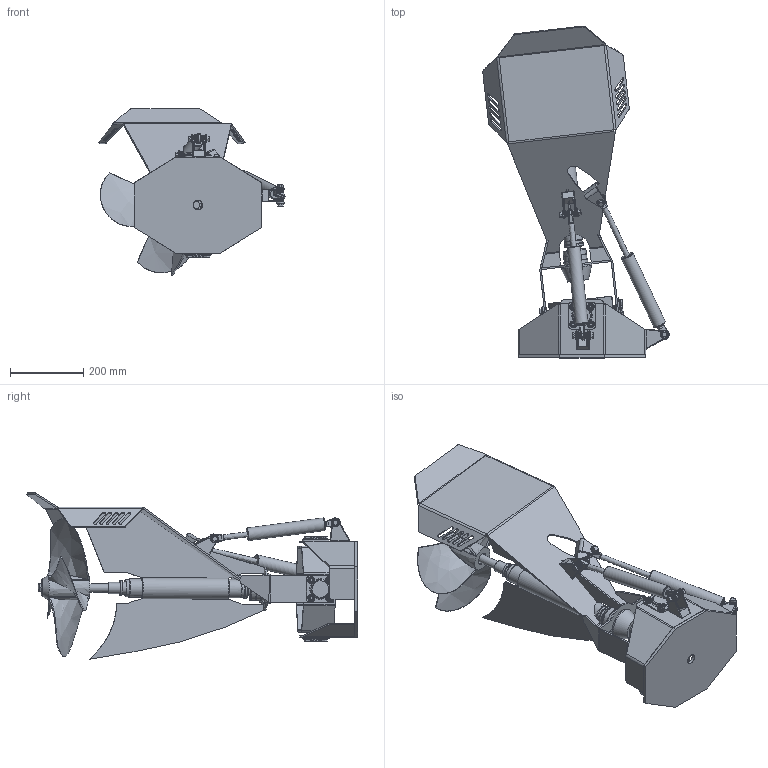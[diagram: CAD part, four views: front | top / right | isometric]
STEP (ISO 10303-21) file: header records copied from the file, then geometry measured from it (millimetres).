
FILE_DESCRIPTION(('FreeCAD Model'),'2;1');
FILE_NAME('Open CASCADE Shape Model','2025-05-03T08:50:25',('FreeCAD'),( 'FreeCAD'),'Open CASCADE STEP processor 7.6','FreeCAD','Unknown');
FILE_SCHEMA(('AUTOMOTIVE_DESIGN { 1 0 10303 214 1 1 1 1 }'));
Products named in the file (1): Open CASCADE STEP translator 7.6 1
Bounding box: 508.74 x 905.3 x 454.32 mm (x, y, z)
Volume: 4958302.3 mm3; surface area: 1883857.9 mm2
Topology: 123 solids, 123 shells, 2310 faces, 5302 edges, 3412 vertices
Faces by surface type: bspline 2310
Entity records: 82859 total; most frequent: CARTESIAN_POINT 52610, ORIENTED_EDGE 10408, EDGE_CURVE 5204, VERTEX_POINT 3390, FACE_BOUND 2780, EDGE_LOOP 2758, ADVANCED_FACE 2310, B_SPLINE_CURVE_WITH_KNOTS 2194
